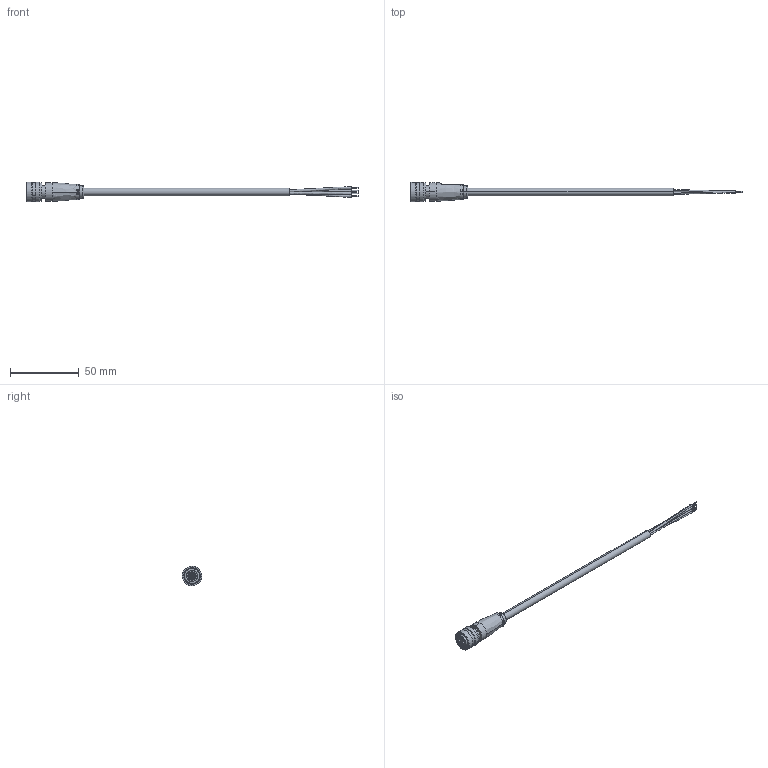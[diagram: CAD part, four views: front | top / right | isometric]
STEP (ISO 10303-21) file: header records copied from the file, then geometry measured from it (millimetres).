
FILE_DESCRIPTION (( 'STEP AP203' ), '1' );
FILE_NAME ('10-04465__revA.STEP', '2022-01-14T19:31:24', ( '' ), ( '' ), 'SwSTEP 2.0', 'SolidWorks 2021', '' );
FILE_SCHEMA (( 'CONFIG_CONTROL_DESIGN' ));
Length unit declared in the file: millimetre
Products named in the file (8): 50-00952-01___; 24-00349_Wire O6.8 mm; 50-00952-02_STEP; 10-04465__revA; 50-00952-04___; 50-00952_STEP; 50-00952-03___; 30-01658_50 mm stripped
Assembly tree (10 placements, depth 3):
  10-04465__revA
    30-01658_50 mm stripped
    24-00349_Wire O6.8 mm
    50-00952_STEP
      50-00952-01___
      50-00952-02_STEP
      50-00952-03___  x4
      50-00952-04___
Bounding box: 242 x 14.49 x 14.49 mm (x, y, z)
Volume: 8979.8 mm3; surface area: 31939.2 mm2
Topology: 155 solids, 155 shells, 1306 faces, 2762 edges, 1790 vertices
Faces by surface type: cylinder 611, plane 476, torus 91, bspline 78, cone 50
Entity records: 32660 total; most frequent: CARTESIAN_POINT 9196, DIRECTION 5046, ORIENTED_EDGE 4216, AXIS2_PLACEMENT_3D 2143, EDGE_CURVE 2108, VERTEX_POINT 1382, EDGE_LOOP 1234, CIRCLE 1138
